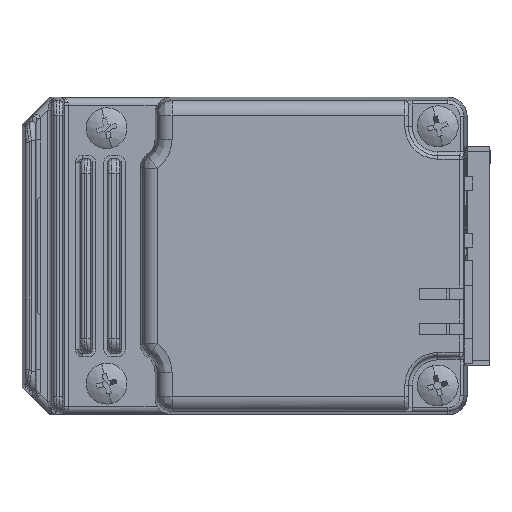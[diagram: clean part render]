
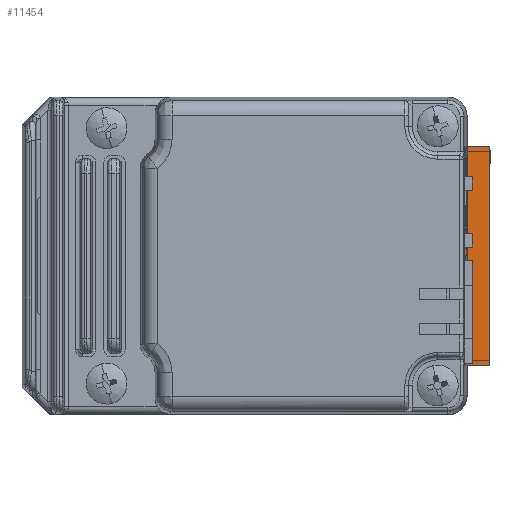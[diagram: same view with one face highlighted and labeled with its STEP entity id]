
A CAD part, front view. The second image highlights one B-rep face of the part: STEP entity #11454.
In plain terms, the highlighted planar face has unit normal (0, -1, 0).
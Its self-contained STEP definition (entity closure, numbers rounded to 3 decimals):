
#444 = EDGE_CURVE ( 'NONE', #8548, #2952, #4647, .T. ) ;
#446 = ORIENTED_EDGE ( 'NONE', *, *, #12894, .F. ) ;
#674 = CARTESIAN_POINT ( 'NONE',  ( 33.369, -73.208, 69.5 ) ) ;
#730 = ORIENTED_EDGE ( 'NONE', *, *, #8616, .T. ) ;
#1028 = AXIS2_PLACEMENT_3D ( 'NONE', #3263, #12092, #4553 ) ;
#1181 = CARTESIAN_POINT ( 'NONE',  ( 33.369, -73.208, 69.5 ) ) ;
#1294 = DIRECTION ( 'NONE',  ( 1., 0., 0. ) ) ;
#1297 = LINE ( 'NONE', #4247, #14320 ) ;
#1920 = VERTEX_POINT ( 'NONE', #4039 ) ;
#2518 = LINE ( 'NONE', #7344, #8895 ) ;
#2550 = CARTESIAN_POINT ( 'NONE',  ( 46.069, -73.208, 39.5 ) ) ;
#2952 = VERTEX_POINT ( 'NONE', #13653 ) ;
#2974 = DIRECTION ( 'NONE',  ( 0., 0., -1. ) ) ;
#3231 = VERTEX_POINT ( 'NONE', #2550 ) ;
#3263 = CARTESIAN_POINT ( 'NONE',  ( 46.069, -73.208, 69.5 ) ) ;
#3391 = ORIENTED_EDGE ( 'NONE', *, *, #15297, .F. ) ;
#3908 = FACE_OUTER_BOUND ( 'NONE', #7108, .T. ) ;
#4039 = CARTESIAN_POINT ( 'NONE',  ( 33.369, -73.208, 39.5 ) ) ;
#4073 = CARTESIAN_POINT ( 'NONE',  ( 36.469, -73.208, 40.7 ) ) ;
#4087 = ORIENTED_EDGE ( 'NONE', *, *, #444, .T. ) ;
#4247 = CARTESIAN_POINT ( 'NONE',  ( 46.069, -73.208, 68.3 ) ) ;
#4293 = CARTESIAN_POINT ( 'NONE',  ( 36.469, -73.208, 68.3 ) ) ;
#4375 = DIRECTION ( 'NONE',  ( 0., 0., -1. ) ) ;
#4553 = DIRECTION ( 'NONE',  ( 0., 0., 1. ) ) ;
#4647 = LINE ( 'NONE', #674, #14268 ) ;
#4752 = CARTESIAN_POINT ( 'NONE',  ( 33.369, -73.208, 69.5 ) ) ;
#5100 = ORIENTED_EDGE ( 'NONE', *, *, #11958, .F. ) ;
#5351 = DIRECTION ( 'NONE',  ( 0., 0., 1. ) ) ;
#5407 = CARTESIAN_POINT ( 'NONE',  ( 33.369, -73.208, 40.7 ) ) ;
#5532 = DIRECTION ( 'NONE',  ( -1., 0., 0. ) ) ;
#6011 = VERTEX_POINT ( 'NONE', #5407 ) ;
#6076 = DIRECTION ( 'NONE',  ( 1., 0., 0. ) ) ;
#6696 = LINE ( 'NONE', #11335, #12961 ) ;
#7088 = ORIENTED_EDGE ( 'NONE', *, *, #9848, .F. ) ;
#7108 = EDGE_LOOP ( 'NONE', ( #446, #5100, #3391, #4087, #7849, #14265, #7088, #730 ) ) ;
#7344 = CARTESIAN_POINT ( 'NONE',  ( 46.069, -73.208, 40.7 ) ) ;
#7849 = ORIENTED_EDGE ( 'NONE', *, *, #15504, .F. ) ;
#7943 = DIRECTION ( 'NONE',  ( -1., 0., 0. ) ) ;
#7962 = VERTEX_POINT ( 'NONE', #4293 ) ;
#8177 = CARTESIAN_POINT ( 'NONE',  ( 46.069, -73.208, 69.5 ) ) ;
#8458 = VECTOR ( 'NONE', #7943, 1000. ) ;
#8548 = VERTEX_POINT ( 'NONE', #4752 ) ;
#8616 = EDGE_CURVE ( 'NONE', #6011, #1920, #10492, .T. ) ;
#8895 = VECTOR ( 'NONE', #6076, 1000. ) ;
#9636 = EDGE_CURVE ( 'NONE', #15703, #7962, #16147, .T. ) ;
#9848 = EDGE_CURVE ( 'NONE', #6011, #15703, #2518, .T. ) ;
#10043 = DIRECTION ( 'NONE',  ( 0., 0., -1. ) ) ;
#10492 = LINE ( 'NONE', #1181, #13798 ) ;
#10610 = VECTOR ( 'NONE', #4375, 1000. ) ;
#10828 = PLANE ( 'NONE',  #1028 ) ;
#11134 = VERTEX_POINT ( 'NONE', #14868 ) ;
#11335 = CARTESIAN_POINT ( 'NONE',  ( 46.069, -73.208, 69.5 ) ) ;
#11373 = LINE ( 'NONE', #8177, #10610 ) ;
#11454 = ADVANCED_FACE ( 'NONE', ( #3908 ), #10828, .F. ) ;
#11746 = LINE ( 'NONE', #12899, #8458 ) ;
#11958 = EDGE_CURVE ( 'NONE', #11134, #3231, #11373, .T. ) ;
#12092 = DIRECTION ( 'NONE',  ( 0., 1., 0. ) ) ;
#12894 = EDGE_CURVE ( 'NONE', #3231, #1920, #11746, .T. ) ;
#12899 = CARTESIAN_POINT ( 'NONE',  ( 46.069, -73.208, 39.5 ) ) ;
#12961 = VECTOR ( 'NONE', #1294, 1000. ) ;
#13653 = CARTESIAN_POINT ( 'NONE',  ( 33.369, -73.208, 68.3 ) ) ;
#13798 = VECTOR ( 'NONE', #10043, 1000. ) ;
#14265 = ORIENTED_EDGE ( 'NONE', *, *, #9636, .F. ) ;
#14268 = VECTOR ( 'NONE', #2974, 1000. ) ;
#14320 = VECTOR ( 'NONE', #5532, 1000. ) ;
#14784 = CARTESIAN_POINT ( 'NONE',  ( 36.469, -73.208, 40.7 ) ) ;
#14868 = CARTESIAN_POINT ( 'NONE',  ( 46.069, -73.208, 69.5 ) ) ;
#15297 = EDGE_CURVE ( 'NONE', #8548, #11134, #6696, .T. ) ;
#15343 = VECTOR ( 'NONE', #5351, 1000. ) ;
#15504 = EDGE_CURVE ( 'NONE', #7962, #2952, #1297, .T. ) ;
#15703 = VERTEX_POINT ( 'NONE', #14784 ) ;
#16147 = LINE ( 'NONE', #4073, #15343 ) ;
